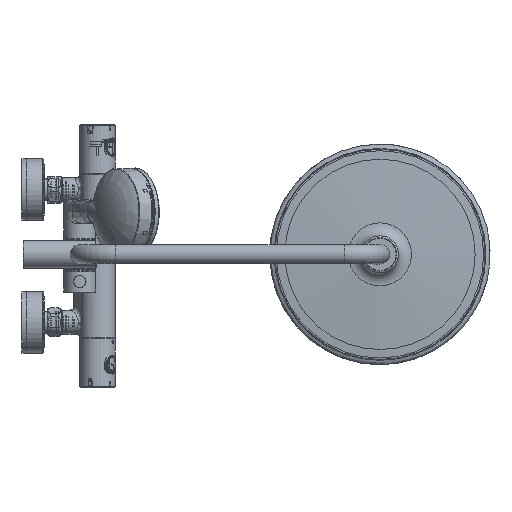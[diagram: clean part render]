
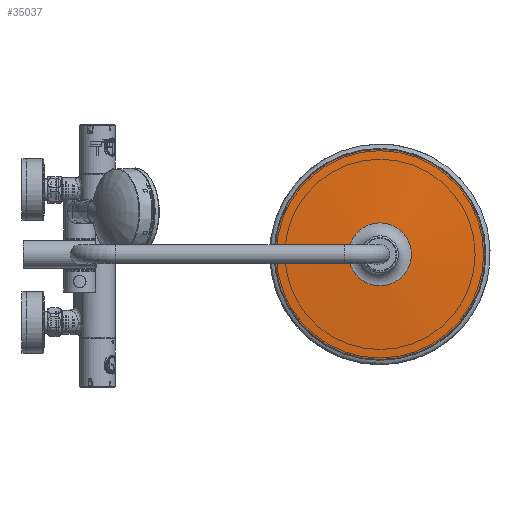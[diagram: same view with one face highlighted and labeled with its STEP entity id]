
A CAD part, top view. The second image highlights one B-rep face of the part: STEP entity #35037.
In plain terms, the highlighted toroidal (fillet/blend) face has major radius 30.896 mm and minor radius 690.632 mm.
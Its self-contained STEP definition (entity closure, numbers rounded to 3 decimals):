
#18=DEGENERATE_TOROIDAL_SURFACE('',#37428,30.896,690.632,
 .T.);
#9412=ORIENTED_EDGE('',*,*,#17496,.T.);
#9413=ORIENTED_EDGE('',*,*,#17497,.F.);
#17496=EDGE_CURVE('',#21755,#21755,#24164,.F.);
#17497=EDGE_CURVE('',#21756,#21756,#24165,.T.);
#21755=VERTEX_POINT('',#61250);
#21756=VERTEX_POINT('',#61252);
#24164=CIRCLE('',#37429,119.088);
#24165=CIRCLE('',#37430,35.674);
#26228=EDGE_LOOP('',(#9412));
#26229=EDGE_LOOP('',(#9413));
#28773=FACE_BOUND('',#26228,.T.);
#28774=FACE_BOUND('',#26229,.T.);
#35037=ADVANCED_FACE('',(#28773,#28774),#18,.T.);
#37428=AXIS2_PLACEMENT_3D('',#61248,#41611,#41612);
#37429=AXIS2_PLACEMENT_3D('',#61249,#41613,#41614);
#37430=AXIS2_PLACEMENT_3D('',#61251,#41615,#41616);
#41611=DIRECTION('',(0.,0.,1.));
#41612=DIRECTION('',(-1.,0.,0.));
#41613=DIRECTION('',(0.,0.,-1.));
#41614=DIRECTION('',(1.,0.,0.));
#41615=DIRECTION('',(0.,0.,1.));
#41616=DIRECTION('',(-1.,0.,0.));
#61248=CARTESIAN_POINT('',(340.,0.,342.622));
#61249=CARTESIAN_POINT('',(340.,0.,1027.6));
#61250=CARTESIAN_POINT('',(459.088,0.,1027.6));
#61251=CARTESIAN_POINT('',(340.,0.,1033.237));
#61252=CARTESIAN_POINT('',(304.326,0.,1033.237));
